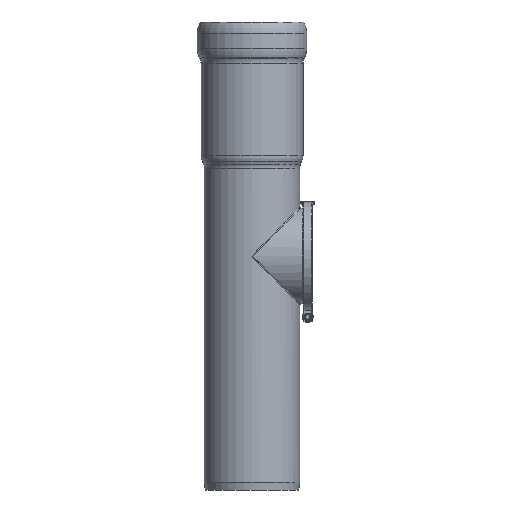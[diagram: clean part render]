
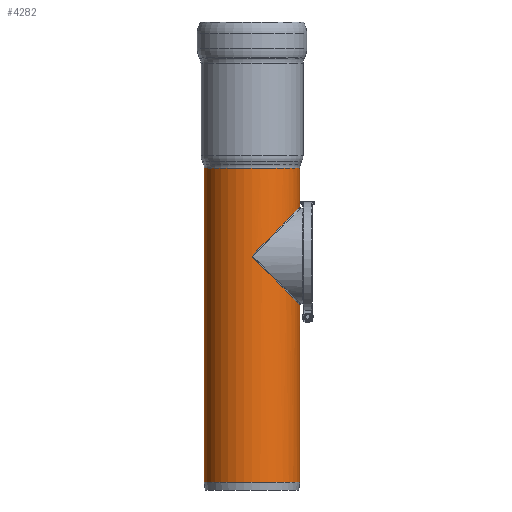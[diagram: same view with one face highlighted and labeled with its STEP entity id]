
A CAD part, left-side view. The second image highlights one B-rep face of the part: STEP entity #4282.
In plain terms, the highlighted cylindrical face has radius 510 mm (diameter 1020 mm), a full revolution.
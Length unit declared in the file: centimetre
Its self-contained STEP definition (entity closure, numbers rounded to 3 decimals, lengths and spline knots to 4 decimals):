
#101=ELLIPSE('',#5340,73.1932,51.);
#103=ELLIPSE('',#5342,73.1932,51.);
#137=FACE_BOUND('',#802,.T.);
#272=CYLINDRICAL_SURFACE('',#5451,51.);
#492=FACE_OUTER_BOUND('',#801,.T.);
#801=EDGE_LOOP('',(#3293,#3294,#3295,#3296,#3297,#3298));
#802=EDGE_LOOP('',(#3299,#3300));
#1105=CIRCLE('',#5381,51.);
#1106=CIRCLE('',#5382,51.);
#1144=CIRCLE('',#5437,51.);
#1146=CIRCLE('',#5439,51.);
#1482=VERTEX_POINT('',#8563);
#1483=VERTEX_POINT('',#8564);
#1506=VERTEX_POINT('',#8789);
#1507=VERTEX_POINT('',#8791);
#1537=VERTEX_POINT('',#8886);
#1538=VERTEX_POINT('',#8887);
#2066=EDGE_CURVE('',#1483,#1482,#101,.T.);
#2068=EDGE_CURVE('',#1482,#1483,#103,.T.);
#2102=EDGE_CURVE('',#1507,#1506,#1105,.T.);
#2103=EDGE_CURVE('',#1506,#1507,#1106,.T.);
#2150=EDGE_CURVE('',#1537,#1538,#1144,.T.);
#2152=EDGE_CURVE('',#1538,#1537,#1146,.T.);
#2162=EDGE_CURVE('',#1507,#1537,#4593,.T.);
#3293=ORIENTED_EDGE('',*,*,#2102,.T.);
#3294=ORIENTED_EDGE('',*,*,#2103,.T.);
#3295=ORIENTED_EDGE('',*,*,#2162,.T.);
#3296=ORIENTED_EDGE('',*,*,#2152,.F.);
#3297=ORIENTED_EDGE('',*,*,#2150,.F.);
#3298=ORIENTED_EDGE('',*,*,#2162,.F.);
#3299=ORIENTED_EDGE('',*,*,#2066,.F.);
#3300=ORIENTED_EDGE('',*,*,#2068,.F.);
#4282=ADVANCED_FACE('',(#492,#137),#272,.T.);
#4593=LINE('',#8910,#4911);
#4911=VECTOR('',#6657,51.);
#5340=AXIS2_PLACEMENT_3D('',#8566,#6415,#6416);
#5342=AXIS2_PLACEMENT_3D('',#8722,#6419,#6420);
#5381=AXIS2_PLACEMENT_3D('',#8792,#6504,#6505);
#5382=AXIS2_PLACEMENT_3D('',#8793,#6506,#6507);
#5437=AXIS2_PLACEMENT_3D('',#8888,#6625,#6626);
#5439=AXIS2_PLACEMENT_3D('',#8890,#6629,#6630);
#5451=AXIS2_PLACEMENT_3D('',#8909,#6655,#6656);
#6415=DIRECTION('center_axis',(0.,-0.717,
-0.697));
#6416=DIRECTION('ref_axis',(0.,-0.697,0.717));
#6419=DIRECTION('center_axis',(0.,-0.717,0.697));
#6420=DIRECTION('ref_axis',(0.,-0.697,-0.717));
#6504=DIRECTION('center_axis',(0.,0.,
-1.));
#6505=DIRECTION('ref_axis',(1.,0.,0.));
#6506=DIRECTION('center_axis',(0.,0.,
-1.));
#6507=DIRECTION('ref_axis',(1.,0.,0.));
#6625=DIRECTION('center_axis',(0.,0.,
-1.));
#6626=DIRECTION('ref_axis',(-1.,0.,0.));
#6629=DIRECTION('center_axis',(0.,0.,
-1.));
#6630=DIRECTION('ref_axis',(-1.,0.,0.));
#6655=DIRECTION('center_axis',(0.,0.,
1.));
#6656=DIRECTION('ref_axis',(0.,-1.,0.));
#6657=DIRECTION('',(0.,0.,-1.));
#8563=CARTESIAN_POINT('',(-51.,0.,250.));
#8564=CARTESIAN_POINT('',(51.,0.,250.));
#8566=CARTESIAN_POINT('Origin',(0.,0.,
250.));
#8722=CARTESIAN_POINT('Origin',(0.,0.,
250.));
#8789=CARTESIAN_POINT('',(0.,-51.,344.));
#8791=CARTESIAN_POINT('',(0.,51.,344.));
#8792=CARTESIAN_POINT('Origin',(0.,0.,
344.));
#8793=CARTESIAN_POINT('Origin',(0.,0.,
344.));
#8886=CARTESIAN_POINT('',(0.,51.,8.0623));
#8887=CARTESIAN_POINT('',(-51.,0.,8.0623));
#8888=CARTESIAN_POINT('Origin',(0.,0.,
8.0623));
#8890=CARTESIAN_POINT('Origin',(0.,0.,
8.0623));
#8909=CARTESIAN_POINT('Origin',(0.,0.,
221.4378));
#8910=CARTESIAN_POINT('',(0.,51.,221.4378));
